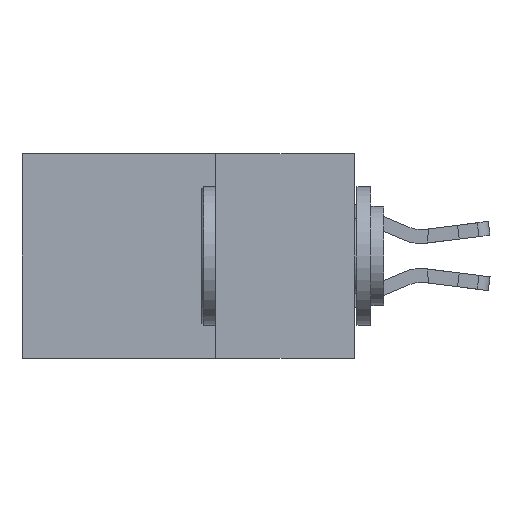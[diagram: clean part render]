
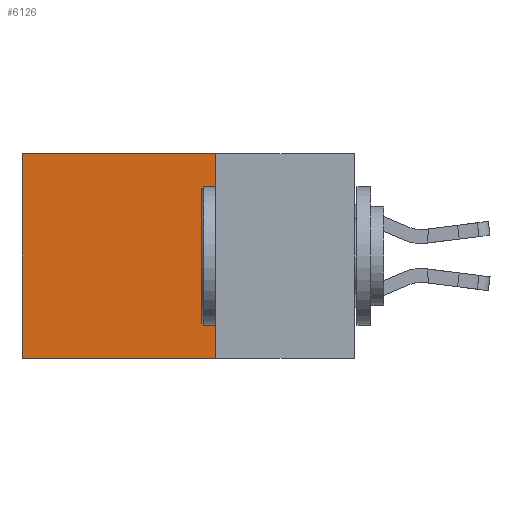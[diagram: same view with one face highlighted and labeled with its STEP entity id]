
A CAD part, left-side view. The second image highlights one B-rep face of the part: STEP entity #6126.
In plain terms, the highlighted planar face has unit normal (-1, 0, 0).
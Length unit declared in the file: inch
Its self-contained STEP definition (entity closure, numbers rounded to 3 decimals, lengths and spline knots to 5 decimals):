
#842 = EDGE_CURVE ( 'NONE', #8048, #7293, #11268, .T. ) ;
#1353 = CARTESIAN_POINT ( 'NONE',  ( 0.298, 0.25, 0. ) ) ;
#1421 = ORIENTED_EDGE ( 'NONE', *, *, #842, .F. ) ;
#2031 = CARTESIAN_POINT ( 'NONE',  ( 0.298, 0.25, 0. ) ) ;
#2259 = CARTESIAN_POINT ( 'NONE',  ( 0.298, 0.25, 0. ) ) ;
#2950 = DIRECTION ( 'NONE',  ( 0., 1., 0. ) ) ;
#3943 = EDGE_CURVE ( 'NONE', #5794, #11460, #12995, .T. ) ;
#4106 = CARTESIAN_POINT ( 'NONE',  ( 0.298, 0.25, 0. ) ) ;
#4275 = DIRECTION ( 'NONE',  ( 0., 0., -1. ) ) ;
#4391 = FACE_OUTER_BOUND ( 'NONE', #7069, .T. ) ;
#4555 = ORIENTED_EDGE ( 'NONE', *, *, #3943, .T. ) ;
#4578 = CARTESIAN_POINT ( 'NONE',  ( 0.298, 0.6, -0.37 ) ) ;
#4634 = CARTESIAN_POINT ( 'NONE',  ( 0.298, 0.6, 0. ) ) ;
#4720 = CARTESIAN_POINT ( 'NONE',  ( 0.298, 0.25, -0.37 ) ) ;
#5246 = EDGE_CURVE ( 'NONE', #8048, #5794, #7742, .T. ) ;
#5407 = DIRECTION ( 'NONE',  ( 1., 0., 0. ) ) ;
#5771 = EDGE_CURVE ( 'NONE', #7293, #11460, #11790, .T. ) ;
#5794 = VERTEX_POINT ( 'NONE', #11809 ) ;
#6126 = ADVANCED_FACE ( 'NONE', ( #4391 ), #6316, .F. ) ;
#6316 = PLANE ( 'NONE',  #10702 ) ;
#6616 = ORIENTED_EDGE ( 'NONE', *, *, #5246, .T. ) ;
#7069 = EDGE_LOOP ( 'NONE', ( #4555, #12771, #1421, #6616 ) ) ;
#7293 = VERTEX_POINT ( 'NONE', #8990 ) ;
#7742 = LINE ( 'NONE', #2031, #11643 ) ;
#7764 = DIRECTION ( 'NONE',  ( 0., 1., 0. ) ) ;
#8048 = VERTEX_POINT ( 'NONE', #1353 ) ;
#8990 = CARTESIAN_POINT ( 'NONE',  ( 0.298, 0.25, -0.37 ) ) ;
#9267 = DIRECTION ( 'NONE',  ( 0., 0., -1. ) ) ;
#9817 = DIRECTION ( 'NONE',  ( 0., 0., -1. ) ) ;
#9828 = VECTOR ( 'NONE', #7764, 39.37008 ) ;
#10702 = AXIS2_PLACEMENT_3D ( 'NONE', #2259, #5407, #4275 ) ;
#11268 = LINE ( 'NONE', #4106, #12730 ) ;
#11460 = VERTEX_POINT ( 'NONE', #4578 ) ;
#11643 = VECTOR ( 'NONE', #2950, 39.37008 ) ;
#11683 = VECTOR ( 'NONE', #9817, 39.37008 ) ;
#11790 = LINE ( 'NONE', #4720, #9828 ) ;
#11809 = CARTESIAN_POINT ( 'NONE',  ( 0.298, 0.6, 0. ) ) ;
#12730 = VECTOR ( 'NONE', #9267, 39.37008 ) ;
#12771 = ORIENTED_EDGE ( 'NONE', *, *, #5771, .F. ) ;
#12995 = LINE ( 'NONE', #4634, #11683 ) ;
